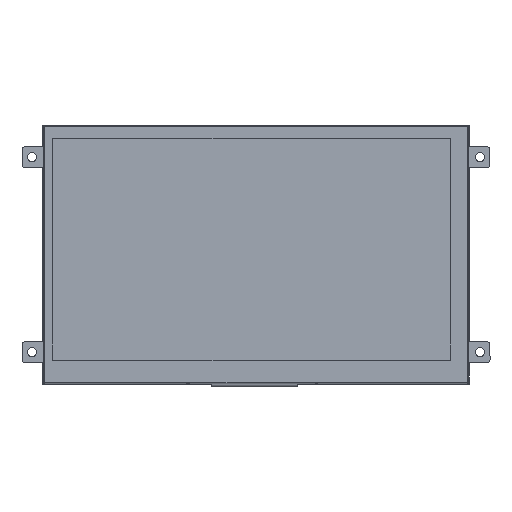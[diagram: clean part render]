
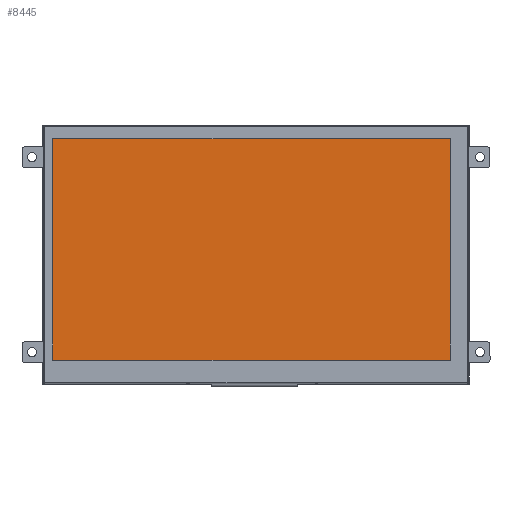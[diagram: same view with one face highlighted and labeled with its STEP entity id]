
A CAD part, top view. The second image highlights one B-rep face of the part: STEP entity #8445.
In plain terms, the highlighted planar face has unit normal (0, 0, 1).
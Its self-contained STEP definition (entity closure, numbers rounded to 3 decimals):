
#239=PLANE('',#9161);
#644=FACE_OUTER_BOUND('',#1087,.T.);
#1087=EDGE_LOOP('',(#6727,#6728,#6729,#6730));
#1701=LINE('',#12772,#2759);
#1705=LINE('',#12779,#2763);
#1708=LINE('',#12785,#2766);
#1710=LINE('',#12788,#2768);
#2759=VECTOR('',#10469,10.);
#2763=VECTOR('',#10475,10.);
#2766=VECTOR('',#10480,10.);
#2768=VECTOR('',#10484,10.);
#3967=VERTEX_POINT('',#12769);
#3968=VERTEX_POINT('',#12771);
#3970=VERTEX_POINT('',#12777);
#3972=VERTEX_POINT('',#12783);
#4961=EDGE_CURVE('',#3967,#3968,#1701,.T.);
#4965=EDGE_CURVE('',#3970,#3967,#1705,.T.);
#4968=EDGE_CURVE('',#3972,#3970,#1708,.T.);
#4970=EDGE_CURVE('',#3968,#3972,#1710,.T.);
#6727=ORIENTED_EDGE('',*,*,#4970,.F.);
#6728=ORIENTED_EDGE('',*,*,#4961,.F.);
#6729=ORIENTED_EDGE('',*,*,#4965,.F.);
#6730=ORIENTED_EDGE('',*,*,#4968,.F.);
#8445=ADVANCED_FACE('',(#644),#239,.F.);
#9161=AXIS2_PLACEMENT_3D('',#12789,#10485,#10486);
#10469=DIRECTION('',(0.,1.,0.));
#10475=DIRECTION('',(-1.,0.,0.));
#10480=DIRECTION('',(0.,-1.,0.));
#10484=DIRECTION('',(1.,0.,0.));
#10485=DIRECTION('center_axis',(0.,0.,-1.));
#10486=DIRECTION('ref_axis',(-1.,0.,0.));
#12769=CARTESIAN_POINT('',(4.335,10.12,5.4));
#12771=CARTESIAN_POINT('',(4.335,96.04,5.4));
#12772=CARTESIAN_POINT('',(4.335,10.12,5.4));
#12777=CARTESIAN_POINT('',(158.55,10.12,5.4));
#12779=CARTESIAN_POINT('',(158.55,10.12,5.4));
#12783=CARTESIAN_POINT('',(158.55,96.04,5.4));
#12785=CARTESIAN_POINT('',(158.55,96.04,5.4));
#12788=CARTESIAN_POINT('',(4.335,96.04,5.4));
#12789=CARTESIAN_POINT('Origin',(81.443,53.08,5.4));
